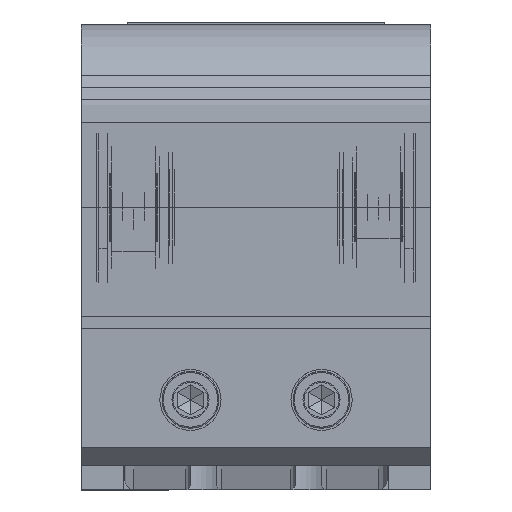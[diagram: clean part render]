
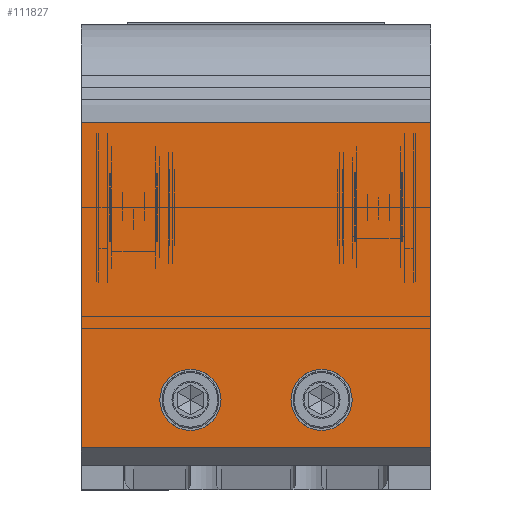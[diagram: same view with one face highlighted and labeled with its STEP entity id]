
A CAD part, top view. The second image highlights one B-rep face of the part: STEP entity #111827.
In plain terms, the highlighted planar face has unit normal (0, 0, 1).
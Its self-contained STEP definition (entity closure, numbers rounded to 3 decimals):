
#2791 = CARTESIAN_POINT ( 'NONE',  ( 167.798, 174.238, 570.351 ) ) ;
#3797 = CIRCLE ( 'NONE', #56199, 7. ) ;
#5599 = DIRECTION ( 'NONE',  ( 1., 0., 0. ) ) ;
#6607 = DIRECTION ( 'NONE',  ( -1., 0., 0. ) ) ;
#10936 = EDGE_CURVE ( 'NONE', #229340, #124980, #176408, .T. ) ;
#15208 = AXIS2_PLACEMENT_3D ( 'NONE', #94886, #96363, #5599 ) ;
#17831 = DIRECTION ( 'NONE',  ( 1., 0., 0. ) ) ;
#17978 = ORIENTED_EDGE ( 'NONE', *, *, #193481, .F. ) ;
#28209 = EDGE_CURVE ( 'NONE', #124980, #229340, #3797, .T. ) ;
#29807 = FACE_OUTER_BOUND ( 'NONE', #95040, .T. ) ;
#33053 = ORIENTED_EDGE ( 'NONE', *, *, #10936, .F. ) ;
#36866 = AXIS2_PLACEMENT_3D ( 'NONE', #72992, #279473, #183003 ) ;
#38725 = LINE ( 'NONE', #170931, #134449 ) ;
#38973 = EDGE_CURVE ( 'NONE', #169701, #50906, #119684, .T. ) ;
#41367 = EDGE_CURVE ( 'NONE', #169701, #234032, #48401, .T. ) ;
#44244 = DIRECTION ( 'NONE',  ( 1., 0., 0. ) ) ;
#45337 = VERTEX_POINT ( 'NONE', #180454 ) ;
#48401 = LINE ( 'NONE', #136160, #51793 ) ;
#50906 = VERTEX_POINT ( 'NONE', #73180 ) ;
#51793 = VECTOR ( 'NONE', #92929, 1000. ) ;
#56199 = AXIS2_PLACEMENT_3D ( 'NONE', #222504, #106743, #44244 ) ;
#57911 = DIRECTION ( 'NONE',  ( 1., 0., 0. ) ) ;
#63859 = DIRECTION ( 'NONE',  ( 1., 0., 0. ) ) ;
#70062 = FACE_BOUND ( 'NONE', #177392, .T. ) ;
#71265 = DIRECTION ( 'NONE',  ( 0., -1., 0. ) ) ;
#72992 = CARTESIAN_POINT ( 'NONE',  ( 185.798, 159.238, 570.351 ) ) ;
#73180 = CARTESIAN_POINT ( 'NONE',  ( 105.798, 237.738, 570.351 ) ) ;
#83315 = CARTESIAN_POINT ( 'NONE',  ( 185.798, 163.238, 570.351 ) ) ;
#84226 = EDGE_CURVE ( 'NONE', #45337, #234032, #38725, .T. ) ;
#84267 = ORIENTED_EDGE ( 'NONE', *, *, #41367, .F. ) ;
#87890 = EDGE_LOOP ( 'NONE', ( #17978, #97550 ) ) ;
#90130 = AXIS2_PLACEMENT_3D ( 'NONE', #150026, #170773, #57911 ) ;
#92797 = ORIENTED_EDGE ( 'NONE', *, *, #285746, .T. ) ;
#92929 = DIRECTION ( 'NONE',  ( 0., -1., 0. ) ) ;
#93645 = VECTOR ( 'NONE', #6607, 1000. ) ;
#94886 = CARTESIAN_POINT ( 'NONE',  ( 130.798, 174.238, 570.351 ) ) ;
#95040 = EDGE_LOOP ( 'NONE', ( #92797, #228208, #84267, #194800 ) ) ;
#96363 = DIRECTION ( 'NONE',  ( 0., 0., 1. ) ) ;
#97550 = ORIENTED_EDGE ( 'NONE', *, *, #267417, .F. ) ;
#106743 = DIRECTION ( 'NONE',  ( 0., 0., 1. ) ) ;
#111827 = ADVANCED_FACE ( 'NONE', ( #70062, #254337, #29807 ), #276529, .F. ) ;
#118539 = CIRCLE ( 'NONE', #90130, 7. ) ;
#119684 = LINE ( 'NONE', #210217, #93645 ) ;
#124980 = VERTEX_POINT ( 'NONE', #291657 ) ;
#134449 = VECTOR ( 'NONE', #17831, 1000. ) ;
#136160 = CARTESIAN_POINT ( 'NONE',  ( 185.798, 159.238, 570.351 ) ) ;
#140182 = CARTESIAN_POINT ( 'NONE',  ( 153.798, 174.238, 570.351 ) ) ;
#150026 = CARTESIAN_POINT ( 'NONE',  ( 160.798, 174.238, 570.351 ) ) ;
#155985 = DIRECTION ( 'NONE',  ( 0., 0., 1. ) ) ;
#169701 = VERTEX_POINT ( 'NONE', #282032 ) ;
#170773 = DIRECTION ( 'NONE',  ( 0., 0., 1. ) ) ;
#170931 = CARTESIAN_POINT ( 'NONE',  ( 185.798, 163.238, 570.351 ) ) ;
#176408 = CIRCLE ( 'NONE', #15208, 7. ) ;
#177392 = EDGE_LOOP ( 'NONE', ( #195982, #33053 ) ) ;
#180454 = CARTESIAN_POINT ( 'NONE',  ( 105.798, 163.238, 570.351 ) ) ;
#183003 = DIRECTION ( 'NONE',  ( -1., 0., 0. ) ) ;
#187543 = VECTOR ( 'NONE', #71265, 1000. ) ;
#193481 = EDGE_CURVE ( 'NONE', #222494, #273129, #118539, .T. ) ;
#194800 = ORIENTED_EDGE ( 'NONE', *, *, #38973, .T. ) ;
#195982 = ORIENTED_EDGE ( 'NONE', *, *, #28209, .F. ) ;
#210217 = CARTESIAN_POINT ( 'NONE',  ( 185.798, 237.738, 570.351 ) ) ;
#218345 = CARTESIAN_POINT ( 'NONE',  ( 123.798, 174.238, 570.351 ) ) ;
#222494 = VERTEX_POINT ( 'NONE', #2791 ) ;
#222504 = CARTESIAN_POINT ( 'NONE',  ( 130.798, 174.238, 570.351 ) ) ;
#228208 = ORIENTED_EDGE ( 'NONE', *, *, #84226, .T. ) ;
#229340 = VERTEX_POINT ( 'NONE', #218345 ) ;
#232577 = CIRCLE ( 'NONE', #261349, 7. ) ;
#234032 = VERTEX_POINT ( 'NONE', #83315 ) ;
#234645 = LINE ( 'NONE', #274839, #187543 ) ;
#254337 = FACE_BOUND ( 'NONE', #87890, .T. ) ;
#261349 = AXIS2_PLACEMENT_3D ( 'NONE', #271846, #155985, #63859 ) ;
#267417 = EDGE_CURVE ( 'NONE', #273129, #222494, #232577, .T. ) ;
#271846 = CARTESIAN_POINT ( 'NONE',  ( 160.798, 174.238, 570.351 ) ) ;
#273129 = VERTEX_POINT ( 'NONE', #140182 ) ;
#274839 = CARTESIAN_POINT ( 'NONE',  ( 105.798, 159.238, 570.351 ) ) ;
#276529 = PLANE ( 'NONE',  #36866 ) ;
#279473 = DIRECTION ( 'NONE',  ( 0., 0., -1. ) ) ;
#282032 = CARTESIAN_POINT ( 'NONE',  ( 185.798, 237.738, 570.351 ) ) ;
#285746 = EDGE_CURVE ( 'NONE', #50906, #45337, #234645, .T. ) ;
#291657 = CARTESIAN_POINT ( 'NONE',  ( 137.798, 174.238, 570.351 ) ) ;
